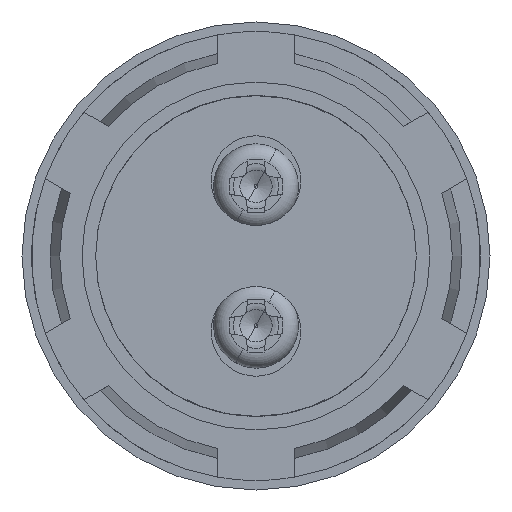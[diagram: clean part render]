
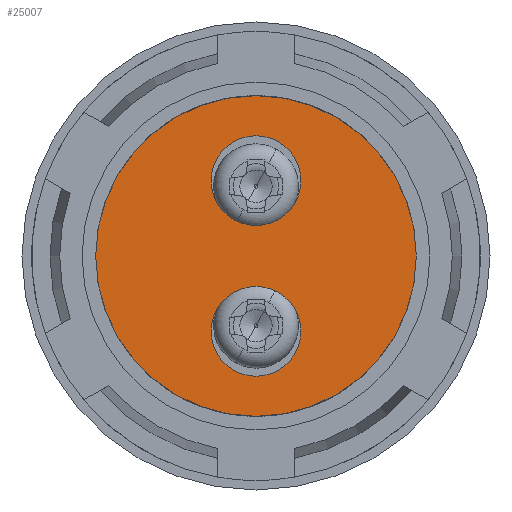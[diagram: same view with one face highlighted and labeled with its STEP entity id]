
A CAD part, front view. The second image highlights one B-rep face of the part: STEP entity #25007.
In plain terms, the highlighted planar face has unit normal (0, -1, 0).
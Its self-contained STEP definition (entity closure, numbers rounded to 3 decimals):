
#515 = VERTEX_POINT ( 'NONE', #16166 ) ;
#618 = DIRECTION ( 'NONE',  ( 1., 0., 0. ) ) ;
#1407 = DIRECTION ( 'NONE',  ( 0., 1., 0. ) ) ;
#1706 = AXIS2_PLACEMENT_3D ( 'NONE', #26988, #1407, #9609 ) ;
#2081 = DIRECTION ( 'NONE',  ( 0., -1., 0. ) ) ;
#2428 = CARTESIAN_POINT ( 'NONE',  ( -2.8, -37.2, 4.7 ) ) ;
#2745 = CIRCLE ( 'NONE', #18524, 2.8 ) ;
#3028 = DIRECTION ( 'NONE',  ( 0., -1., 0. ) ) ;
#3221 = EDGE_CURVE ( 'NONE', #14353, #3789, #22462, .T. ) ;
#3789 = VERTEX_POINT ( 'NONE', #6879 ) ;
#4063 = DIRECTION ( 'NONE',  ( 0., -1., 0. ) ) ;
#4814 = FACE_BOUND ( 'NONE', #8386, .T. ) ;
#4934 = ORIENTED_EDGE ( 'NONE', *, *, #18016, .F. ) ;
#4950 = AXIS2_PLACEMENT_3D ( 'NONE', #14026, #22660, #618 ) ;
#5514 = CIRCLE ( 'NONE', #26721, 2.8 ) ;
#5675 = EDGE_CURVE ( 'NONE', #3789, #14353, #14894, .T. ) ;
#6514 = ORIENTED_EDGE ( 'NONE', *, *, #5675, .F. ) ;
#6879 = CARTESIAN_POINT ( 'NONE',  ( -10., -37.2, 0. ) ) ;
#8136 = ORIENTED_EDGE ( 'NONE', *, *, #3221, .F. ) ;
#8181 = VERTEX_POINT ( 'NONE', #15062 ) ;
#8386 = EDGE_LOOP ( 'NONE', ( #14480, #20650 ) ) ;
#8581 = CARTESIAN_POINT ( 'NONE',  ( 0., -37.2, 4.7 ) ) ;
#9337 = FACE_BOUND ( 'NONE', #27043, .T. ) ;
#9609 = DIRECTION ( 'NONE',  ( -1., 0., 0. ) ) ;
#9935 = DIRECTION ( 'NONE',  ( 1., 0., 0. ) ) ;
#11461 = FACE_OUTER_BOUND ( 'NONE', #16163, .T. ) ;
#12815 = DIRECTION ( 'NONE',  ( 1., 0., 0. ) ) ;
#13151 = PLANE ( 'NONE',  #20975 ) ;
#14026 = CARTESIAN_POINT ( 'NONE',  ( 0., -37.2, 4.7 ) ) ;
#14083 = ORIENTED_EDGE ( 'NONE', *, *, #21164, .F. ) ;
#14353 = VERTEX_POINT ( 'NONE', #15213 ) ;
#14398 = DIRECTION ( 'NONE',  ( -1., 0., 0. ) ) ;
#14480 = ORIENTED_EDGE ( 'NONE', *, *, #14488, .F. ) ;
#14488 = EDGE_CURVE ( 'NONE', #8181, #19318, #5514, .T. ) ;
#14894 = CIRCLE ( 'NONE', #18501, 10. ) ;
#15062 = CARTESIAN_POINT ( 'NONE',  ( 2.8, -37.2, 4.7 ) ) ;
#15213 = CARTESIAN_POINT ( 'NONE',  ( 10., -37.2, 0. ) ) ;
#15839 = VERTEX_POINT ( 'NONE', #19148 ) ;
#16163 = EDGE_LOOP ( 'NONE', ( #8136, #6514 ) ) ;
#16166 = CARTESIAN_POINT ( 'NONE',  ( -2.8, -37.2, -4.7 ) ) ;
#17199 = CARTESIAN_POINT ( 'NONE',  ( 0., -37.2, -4.7 ) ) ;
#17681 = AXIS2_PLACEMENT_3D ( 'NONE', #22515, #3028, #9935 ) ;
#18016 = EDGE_CURVE ( 'NONE', #15839, #515, #23123, .T. ) ;
#18501 = AXIS2_PLACEMENT_3D ( 'NONE', #18932, #25435, #14398 ) ;
#18524 = AXIS2_PLACEMENT_3D ( 'NONE', #17199, #4063, #25687 ) ;
#18932 = CARTESIAN_POINT ( 'NONE',  ( 0., -37.2, 0. ) ) ;
#19148 = CARTESIAN_POINT ( 'NONE',  ( 2.8, -37.2, -4.7 ) ) ;
#19318 = VERTEX_POINT ( 'NONE', #2428 ) ;
#19517 = DIRECTION ( 'NONE',  ( 0., 1., 0. ) ) ;
#19937 = CARTESIAN_POINT ( 'NONE',  ( 0., -37.2, 0. ) ) ;
#20278 = EDGE_CURVE ( 'NONE', #19318, #8181, #22122, .T. ) ;
#20650 = ORIENTED_EDGE ( 'NONE', *, *, #20278, .F. ) ;
#20975 = AXIS2_PLACEMENT_3D ( 'NONE', #19937, #19517, #21779 ) ;
#21164 = EDGE_CURVE ( 'NONE', #515, #15839, #2745, .T. ) ;
#21779 = DIRECTION ( 'NONE',  ( -1., 0., 0. ) ) ;
#22122 = CIRCLE ( 'NONE', #4950, 2.8 ) ;
#22462 = CIRCLE ( 'NONE', #1706, 10. ) ;
#22515 = CARTESIAN_POINT ( 'NONE',  ( 0., -37.2, -4.7 ) ) ;
#22660 = DIRECTION ( 'NONE',  ( 0., -1., 0. ) ) ;
#23123 = CIRCLE ( 'NONE', #17681, 2.8 ) ;
#25007 = ADVANCED_FACE ( 'NONE', ( #9337, #4814, #11461 ), #13151, .F. ) ;
#25435 = DIRECTION ( 'NONE',  ( 0., 1., 0. ) ) ;
#25687 = DIRECTION ( 'NONE',  ( 1., 0., 0. ) ) ;
#26721 = AXIS2_PLACEMENT_3D ( 'NONE', #8581, #2081, #12815 ) ;
#26988 = CARTESIAN_POINT ( 'NONE',  ( 0., -37.2, 0. ) ) ;
#27043 = EDGE_LOOP ( 'NONE', ( #4934, #14083 ) ) ;
